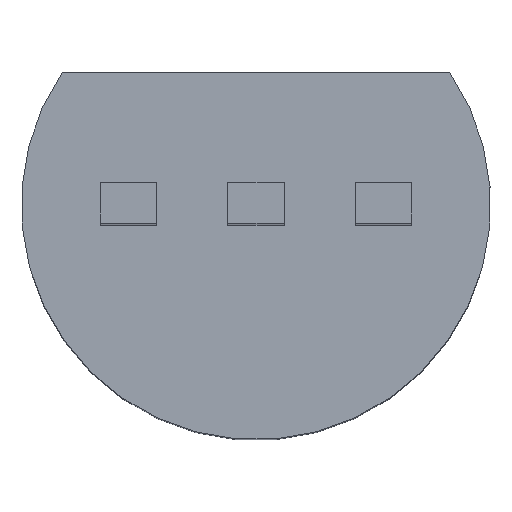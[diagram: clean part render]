
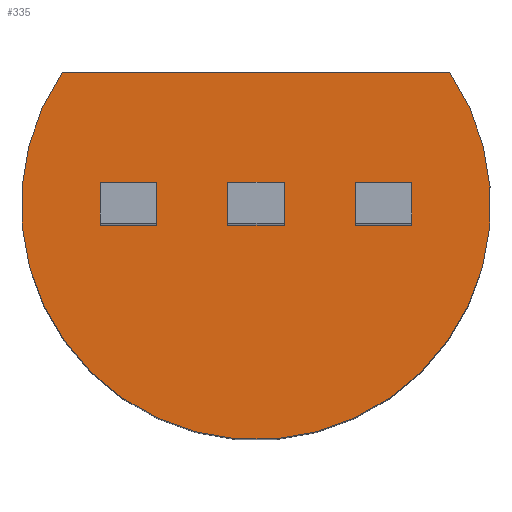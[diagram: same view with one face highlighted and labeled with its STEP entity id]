
A CAD part, top view. The second image highlights one B-rep face of the part: STEP entity #335.
In plain terms, the highlighted planar face has unit normal (0, 0, 1).
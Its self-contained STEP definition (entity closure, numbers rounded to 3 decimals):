
#14=FACE_BOUND('',#62,.T.);
#15=FACE_BOUND('',#63,.T.);
#16=FACE_BOUND('',#64,.T.);
#18=CIRCLE('',#369,2.3);
#42=FACE_OUTER_BOUND('',#61,.T.);
#61=EDGE_LOOP('',(#284,#285));
#62=EDGE_LOOP('',(#286,#287,#288,#289));
#63=EDGE_LOOP('',(#290,#291,#292,#293));
#64=EDGE_LOOP('',(#294,#295,#296,#297));
#66=LINE('',#460,#106);
#70=LINE('',#468,#110);
#73=LINE('',#474,#113);
#76=LINE('',#479,#116);
#78=LINE('',#485,#118);
#82=LINE('',#493,#122);
#85=LINE('',#499,#125);
#88=LINE('',#504,#128);
#90=LINE('',#510,#130);
#94=LINE('',#518,#134);
#97=LINE('',#524,#137);
#100=LINE('',#529,#140);
#104=LINE('',#539,#144);
#106=VECTOR('',#376,10.);
#110=VECTOR('',#382,10.);
#113=VECTOR('',#387,10.);
#116=VECTOR('',#392,10.);
#118=VECTOR('',#398,10.);
#122=VECTOR('',#404,10.);
#125=VECTOR('',#409,10.);
#128=VECTOR('',#414,10.);
#130=VECTOR('',#420,10.);
#134=VECTOR('',#426,10.);
#137=VECTOR('',#431,10.);
#140=VECTOR('',#436,10.);
#144=VECTOR('',#444,10.);
#146=VERTEX_POINT('',#458);
#147=VERTEX_POINT('',#459);
#150=VERTEX_POINT('',#467);
#152=VERTEX_POINT('',#473);
#154=VERTEX_POINT('',#483);
#155=VERTEX_POINT('',#484);
#158=VERTEX_POINT('',#492);
#160=VERTEX_POINT('',#498);
#162=VERTEX_POINT('',#508);
#163=VERTEX_POINT('',#509);
#166=VERTEX_POINT('',#517);
#168=VERTEX_POINT('',#523);
#172=VERTEX_POINT('',#536);
#173=VERTEX_POINT('',#538);
#174=EDGE_CURVE('',#146,#147,#66,.T.);
#178=EDGE_CURVE('',#147,#150,#70,.T.);
#181=EDGE_CURVE('',#150,#152,#73,.T.);
#184=EDGE_CURVE('',#152,#146,#76,.T.);
#186=EDGE_CURVE('',#154,#155,#78,.T.);
#190=EDGE_CURVE('',#155,#158,#82,.T.);
#193=EDGE_CURVE('',#158,#160,#85,.T.);
#196=EDGE_CURVE('',#160,#154,#88,.T.);
#198=EDGE_CURVE('',#162,#163,#90,.T.);
#202=EDGE_CURVE('',#163,#166,#94,.T.);
#205=EDGE_CURVE('',#166,#168,#97,.T.);
#208=EDGE_CURVE('',#168,#162,#100,.T.);
#212=EDGE_CURVE('',#173,#172,#104,.T.);
#215=EDGE_CURVE('',#172,#173,#18,.T.);
#284=ORIENTED_EDGE('',*,*,#215,.T.);
#285=ORIENTED_EDGE('',*,*,#212,.T.);
#286=ORIENTED_EDGE('',*,*,#174,.T.);
#287=ORIENTED_EDGE('',*,*,#178,.T.);
#288=ORIENTED_EDGE('',*,*,#181,.T.);
#289=ORIENTED_EDGE('',*,*,#184,.T.);
#290=ORIENTED_EDGE('',*,*,#186,.T.);
#291=ORIENTED_EDGE('',*,*,#190,.T.);
#292=ORIENTED_EDGE('',*,*,#193,.T.);
#293=ORIENTED_EDGE('',*,*,#196,.T.);
#294=ORIENTED_EDGE('',*,*,#198,.T.);
#295=ORIENTED_EDGE('',*,*,#202,.T.);
#296=ORIENTED_EDGE('',*,*,#205,.T.);
#297=ORIENTED_EDGE('',*,*,#208,.T.);
#316=PLANE('',#370);
#335=ADVANCED_FACE('',(#42,#14,#15,#16),#316,.T.);
#369=AXIS2_PLACEMENT_3D('',#543,#450,#451);
#370=AXIS2_PLACEMENT_3D('',#544,#452,#453);
#376=DIRECTION('',(0.,-1.,0.));
#382=DIRECTION('',(-1.,0.,0.));
#387=DIRECTION('',(0.,1.,0.));
#392=DIRECTION('',(1.,0.,0.));
#398=DIRECTION('',(0.,-1.,0.));
#404=DIRECTION('',(-1.,0.,0.));
#409=DIRECTION('',(0.,1.,0.));
#414=DIRECTION('',(1.,0.,0.));
#420=DIRECTION('',(0.,-1.,0.));
#426=DIRECTION('',(-1.,0.,0.));
#431=DIRECTION('',(0.,1.,0.));
#436=DIRECTION('',(1.,0.,0.));
#444=DIRECTION('',(-1.,0.,0.));
#450=DIRECTION('center_axis',(0.,0.,1.));
#451=DIRECTION('ref_axis',(1.,0.,0.));
#452=DIRECTION('center_axis',(0.,0.,1.));
#453=DIRECTION('ref_axis',(1.,0.,0.));
#458=CARTESIAN_POINT('',(-0.975,0.2,4.6));
#459=CARTESIAN_POINT('',(-0.975,-0.2,4.6));
#460=CARTESIAN_POINT('',(-0.975,-0.35,4.6));
#467=CARTESIAN_POINT('',(-1.525,-0.2,4.6));
#468=CARTESIAN_POINT('',(-0.763,-0.2,4.6));
#473=CARTESIAN_POINT('',(-1.525,0.2,4.6));
#474=CARTESIAN_POINT('',(-1.525,-0.15,4.6));
#479=CARTESIAN_POINT('',(-0.488,0.2,4.6));
#483=CARTESIAN_POINT('',(0.275,0.2,4.6));
#484=CARTESIAN_POINT('',(0.275,-0.2,4.6));
#485=CARTESIAN_POINT('',(0.275,-0.35,4.6));
#492=CARTESIAN_POINT('',(-0.275,-0.2,4.6));
#493=CARTESIAN_POINT('',(-0.138,-0.2,4.6));
#498=CARTESIAN_POINT('',(-0.275,0.2,4.6));
#499=CARTESIAN_POINT('',(-0.275,-0.15,4.6));
#504=CARTESIAN_POINT('',(0.138,0.2,4.6));
#508=CARTESIAN_POINT('',(1.525,0.2,4.6));
#509=CARTESIAN_POINT('',(1.525,-0.2,4.6));
#510=CARTESIAN_POINT('',(1.525,-0.35,4.6));
#517=CARTESIAN_POINT('',(0.975,-0.2,4.6));
#518=CARTESIAN_POINT('',(0.488,-0.2,4.6));
#523=CARTESIAN_POINT('',(0.975,0.2,4.6));
#524=CARTESIAN_POINT('',(0.975,-0.15,4.6));
#529=CARTESIAN_POINT('',(0.763,0.2,4.6));
#536=CARTESIAN_POINT('',(-1.897,1.3,4.6));
#538=CARTESIAN_POINT('',(1.897,1.3,4.6));
#539=CARTESIAN_POINT('',(-1.897,1.3,4.6));
#543=CARTESIAN_POINT('Origin',(0.,0.,4.6));
#544=CARTESIAN_POINT('Origin',(0.,-0.5,4.6));
